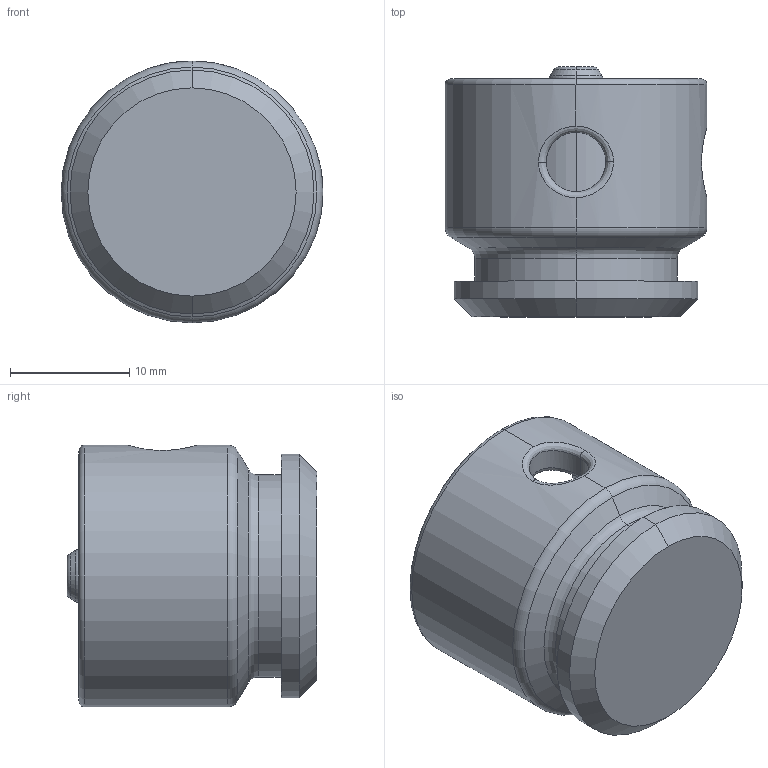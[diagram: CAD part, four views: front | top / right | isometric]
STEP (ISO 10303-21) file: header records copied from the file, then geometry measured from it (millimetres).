
FILE_DESCRIPTION (( 'STEP AP214' ), '1' );
FILE_NAME ('Piston_Adapter.STEP', '2024-06-20T07:58:47', ( '' ), ( '' ), 'SwSTEP 2.0', 'SolidWorks 2024', '' );
FILE_SCHEMA (( 'AUTOMOTIVE_DESIGN' ));
Length unit declared in the file: millimetre
Products named in the file (1): Piston_Adapter
Bounding box: 22 x 21 x 22 mm (x, y, z)
Volume: 5011.3 mm3; surface area: 3061.7 mm2
Topology: 1 solids, 1 shells, 58 faces, 132 edges, 78 vertices
Faces by surface type: torus 18, cylinder 16, cone 10, bspline 8, plane 6
Entity records: 2891 total; most frequent: CARTESIAN_POINT 1585, DIRECTION 282, ORIENTED_EDGE 264, EDGE_CURVE 132, AXIS2_PLACEMENT_3D 127, VERTEX_POINT 78, CIRCLE 76, EDGE_LOOP 64
